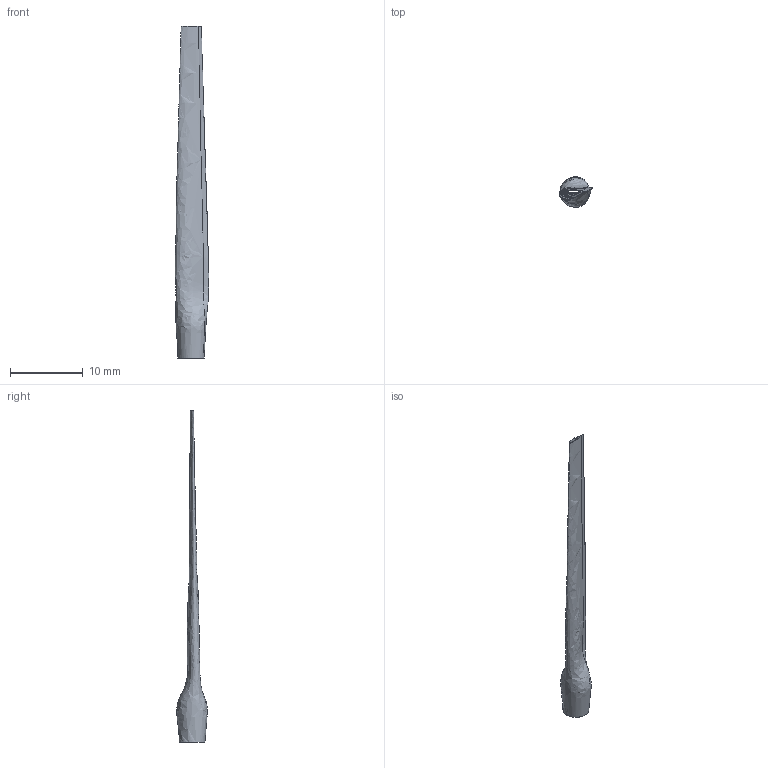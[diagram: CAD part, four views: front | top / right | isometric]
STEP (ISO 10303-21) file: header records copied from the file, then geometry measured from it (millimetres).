
FILE_DESCRIPTION(('FreeCAD Model'),'2;1');
FILE_NAME('allfuse_planeupsdownFC.stp', '2014-04-08T15:12:09',('FreeCAD'),('FreeCAD'), 'Open CASCADE STEP processor 6.3','FreeCAD','Unknown');
FILE_SCHEMA(('AUTOMOTIVE_DESIGN_CC2 { 1 2 10303 214 -1 1 5 4 }'));
Length unit declared in the file: millimetre
Products named in the file (1): Cut001
Bounding box: 4.58 x 4.22 x 45.62 mm (x, y, z)
Volume: 20.8 mm3; surface area: 766 mm2
Topology: 1 solids, 1 shells, 7 faces, 15 edges, 10 vertices
Faces by surface type: bspline 4, plane 2, offset 1
Entity records: 19740 total; most frequent: CARTESIAN_POINT 19494, B_SPLINE_CURVE_WITH_KNOTS 43, ORIENTED_EDGE 30, PCURVE 30, DEFINITIONAL_REPRESENTATION 30, EDGE_CURVE 15, SURFACE_CURVE 15, VERTEX_POINT 10
